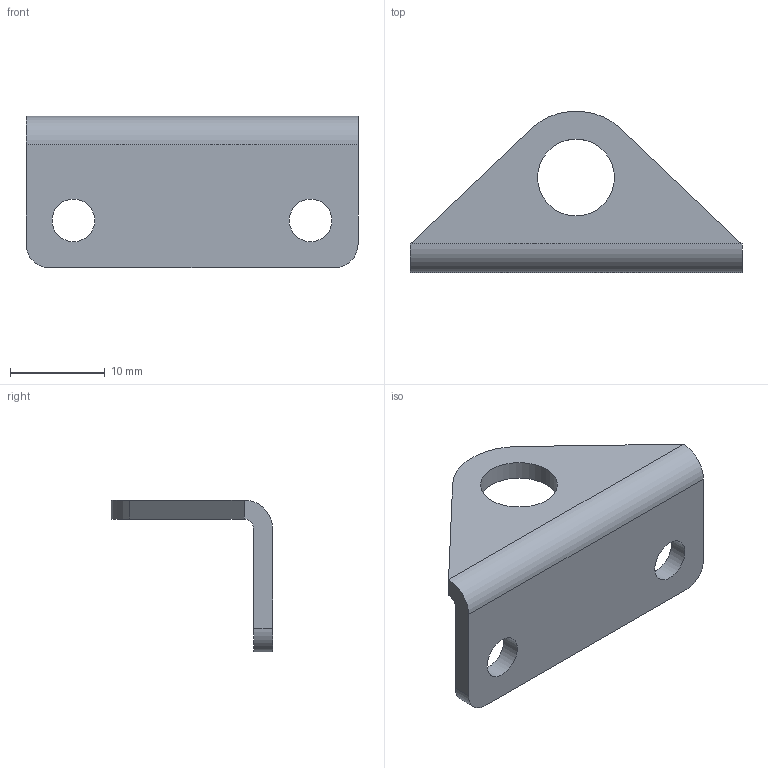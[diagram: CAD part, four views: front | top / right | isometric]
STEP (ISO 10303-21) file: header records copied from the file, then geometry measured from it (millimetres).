
FILE_DESCRIPTION(/* description */ ('STEP AP214'),/* implementation_level */ '2;1');
FILE_NAME(/* name */ '8148809_HBN-S-8X1-F1A',/* time_stamp */ '2024-08-29T02:15:04+02:00',/* author */ ('License CC BY-ND 4.0'),/* organization */ ('CADENAS'),/* preprocessor_version */ 'ST-DEVELOPER v19.3',/* originating_system */ 'PARTsolutions',/* authorisation */ ' ');
FILE_SCHEMA (('MODEL_BASED_INTEGRATED_MANUFACTURING_SCHEMA','AUTOMOTIVE_DESIGN {1 0 10303 214 3 1 1}'));
Length unit declared in the file: millimetre
Products named in the file (2): 8148809 HBN-S-8X1-F1A---(0); 8148809 HBN-S-8X1-F1A---(1)
Assembly tree (1 placements, depth 2):
  8148809 HBN-S-8X1-F1A---(0)
    8148809 HBN-S-8X1-F1A---(1)
Bounding box: 35 x 16.98 x 16 mm (x, y, z)
Volume: 1522.4 mm3; surface area: 1851.5 mm2
Topology: 1 solids, 1 shells, 17 faces, 41 edges, 26 vertices
Faces by surface type: plane 9, cylinder 8
Full cylindrical faces by diameter (mm): 4.5 x2, 8.1 x1
Entity records: 545 total; most frequent: DIRECTION 92, CARTESIAN_POINT 83, ORIENTED_EDGE 76, EDGE_CURVE 38, AXIS2_PLACEMENT_3D 35, VERTEX_POINT 26, EDGE_LOOP 26, FACE_BOUND 26
